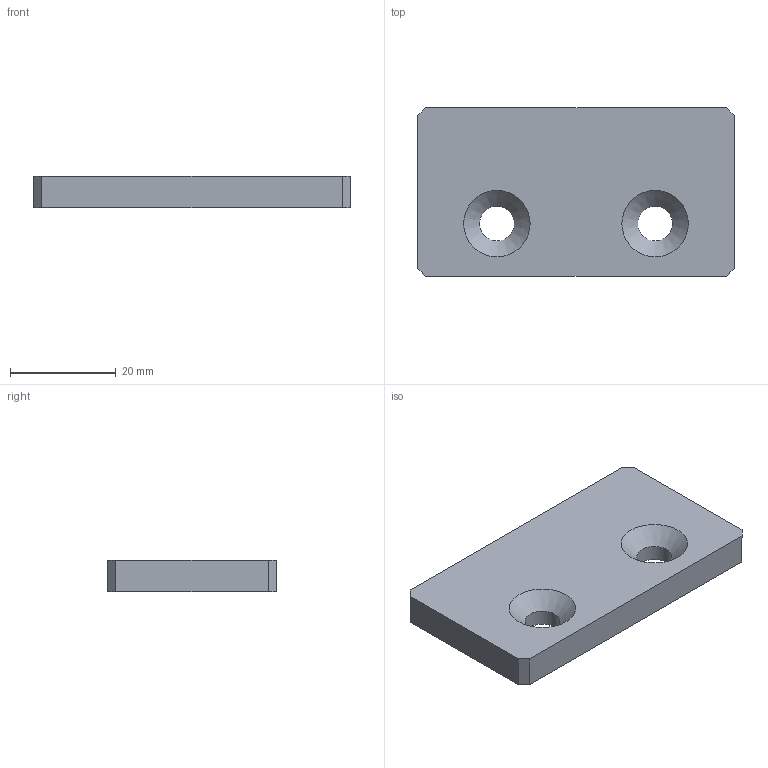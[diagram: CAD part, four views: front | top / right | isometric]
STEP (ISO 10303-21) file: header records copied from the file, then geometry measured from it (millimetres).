
FILE_DESCRIPTION(/* description */ (''),/* implementation_level */ '2;1');
FILE_NAME(/* name */ '140550',/* time_stamp */ '2014-10-06T15:47:36+02:00',/* author */ (''),/* organization */ (''),/* preprocessor_version */ 'ST-DEVELOPER v14',/* originating_system */ 'HiCAD 2013 1802.4 Build 509',/* authorisation */ '');
FILE_SCHEMA (('AUTOMOTIVE_DESIGN { 1 0 10303 214 1 1 1 1 }'));
Length unit declared in the file: millimetre
Products named in the file (2): Root; 140550Tegenhoudplaatje 32x60x6BOIKON
Assembly tree (1 placements, depth 2):
  Root
    140550Tegenhoudplaatje 32x60x6BOIKON
Bounding box: 60 x 32 x 6 mm (x, y, z)
Volume: 10839.3 mm3; surface area: 4976.4 mm2
Topology: 1 solids, 1 shells, 14 faces, 36 edges, 25 vertices
Faces by surface type: plane 10, cone 2, cylinder 2
Full cylindrical faces by diameter (mm): 6.6 x2
Entity records: 734 total; most frequent: CARTESIAN_POINT 69, DIRECTION 68, PRESENTATION_STYLE_ASSIGNMENT 61, COLOUR_RGB 61, DRAUGHTING_PRE_DEFINED_CURVE_FONT 60, CURVE_STYLE 60, OVER_RIDING_STYLED_ITEM 60, ORIENTED_EDGE 60
